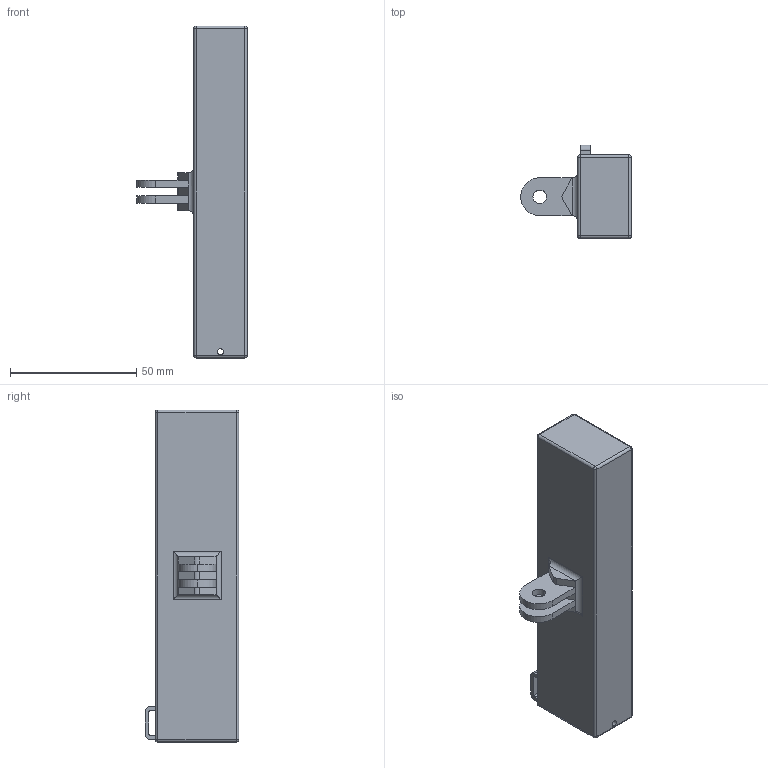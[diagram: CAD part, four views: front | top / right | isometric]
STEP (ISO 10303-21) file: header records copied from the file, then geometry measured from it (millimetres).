
FILE_DESCRIPTION (( 'STEP AP214' ), '1' );
FILE_NAME ('zed_camera_mount.STEP', '2025-06-13T18:52:59', ( '' ), ( '' ), 'SwSTEP 2.0', 'SolidWorks 2024', '' );
FILE_SCHEMA (( 'AUTOMOTIVE_DESIGN' ));
Length unit declared in the file: millimetre
Products named in the file (1): zed_camera_mount
Bounding box: 43.7 x 37 x 131.25 mm (x, y, z)
Volume: 33440.8 mm3; surface area: 23042.9 mm2
Topology: 1 solids, 1 shells, 92 faces, 236 edges, 135 vertices
Faces by surface type: cylinder 46, plane 36, sphere 10
Entity records: 2705 total; most frequent: CARTESIAN_POINT 490, DIRECTION 468, ORIENTED_EDGE 452, EDGE_CURVE 226, AXIS2_PLACEMENT_3D 161, LINE 146, VECTOR 146, VERTEX_POINT 135
